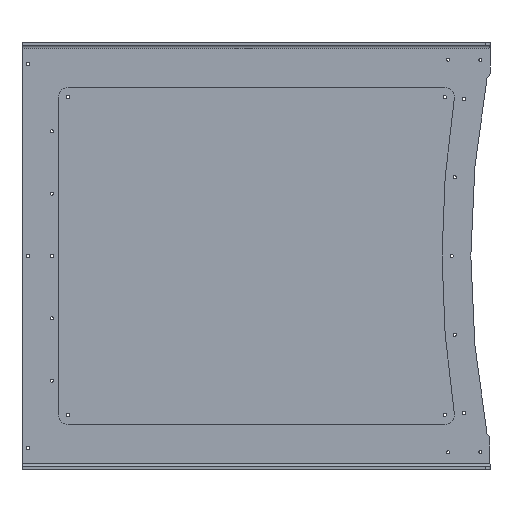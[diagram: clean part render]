
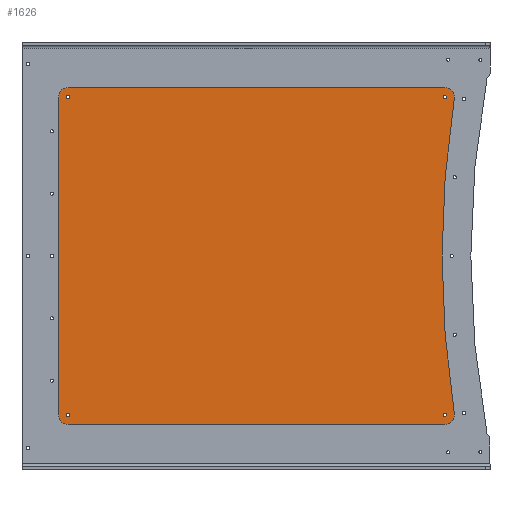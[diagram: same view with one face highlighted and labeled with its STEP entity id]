
A CAD part, left-side view. The second image highlights one B-rep face of the part: STEP entity #1626.
In plain terms, the highlighted planar face has unit normal (-1, 0, 0).
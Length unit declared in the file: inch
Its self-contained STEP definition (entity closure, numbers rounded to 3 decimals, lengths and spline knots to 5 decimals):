
#77=LINE('',#2734,#149);
#83=LINE('',#2758,#155);
#87=LINE('',#2769,#159);
#149=VECTOR('',#2293,15.46983);
#155=VECTOR('',#2319,15.46983);
#159=VECTOR('',#2331,13.03504);
#188=PLANE('',#1840);
#312=FACE_BOUND('',#617,.T.);
#313=FACE_BOUND('',#618,.T.);
#314=FACE_BOUND('',#619,.T.);
#315=FACE_BOUND('',#620,.T.);
#404=FACE_OUTER_BOUND('',#616,.T.);
#616=EDGE_LOOP('',(#1465,#1466,#1467,#1468,#1469,#1470,#1471,#1472));
#617=EDGE_LOOP('',(#1473));
#618=EDGE_LOOP('',(#1474));
#619=EDGE_LOOP('',(#1475));
#620=EDGE_LOOP('',(#1476));
#725=CIRCLE('',#1810,0.0689);
#727=CIRCLE('',#1813,0.0689);
#729=CIRCLE('',#1816,0.0689);
#731=CIRCLE('',#1819,0.0689);
#733=CIRCLE('',#1822,0.3937);
#735=CIRCLE('',#1826,0.3937);
#737=CIRCLE('',#1829,41.57118);
#739=CIRCLE('',#1832,0.3937);
#741=CIRCLE('',#1836,0.3937);
#871=VERTEX_POINT('',#2704);
#873=VERTEX_POINT('',#2709);
#875=VERTEX_POINT('',#2714);
#877=VERTEX_POINT('',#2719);
#879=VERTEX_POINT('',#2724);
#880=VERTEX_POINT('',#2725);
#883=VERTEX_POINT('',#2733);
#885=VERTEX_POINT('',#2739);
#887=VERTEX_POINT('',#2745);
#889=VERTEX_POINT('',#2751);
#891=VERTEX_POINT('',#2757);
#893=VERTEX_POINT('',#2763);
#1057=EDGE_CURVE('',#871,#871,#725,.T.);
#1059=EDGE_CURVE('',#873,#873,#727,.T.);
#1061=EDGE_CURVE('',#875,#875,#729,.T.);
#1063=EDGE_CURVE('',#877,#877,#731,.T.);
#1065=EDGE_CURVE('',#879,#880,#733,.T.);
#1069=EDGE_CURVE('',#880,#883,#77,.T.);
#1072=EDGE_CURVE('',#883,#885,#735,.T.);
#1075=EDGE_CURVE('',#885,#887,#737,.T.);
#1078=EDGE_CURVE('',#887,#889,#739,.T.);
#1081=EDGE_CURVE('',#889,#891,#83,.T.);
#1084=EDGE_CURVE('',#891,#893,#741,.T.);
#1087=EDGE_CURVE('',#893,#879,#87,.T.);
#1465=ORIENTED_EDGE('',*,*,#1065,.F.);
#1466=ORIENTED_EDGE('',*,*,#1087,.F.);
#1467=ORIENTED_EDGE('',*,*,#1084,.F.);
#1468=ORIENTED_EDGE('',*,*,#1081,.F.);
#1469=ORIENTED_EDGE('',*,*,#1078,.F.);
#1470=ORIENTED_EDGE('',*,*,#1075,.F.);
#1471=ORIENTED_EDGE('',*,*,#1072,.F.);
#1472=ORIENTED_EDGE('',*,*,#1069,.F.);
#1473=ORIENTED_EDGE('',*,*,#1057,.T.);
#1474=ORIENTED_EDGE('',*,*,#1059,.T.);
#1475=ORIENTED_EDGE('',*,*,#1061,.T.);
#1476=ORIENTED_EDGE('',*,*,#1063,.T.);
#1626=ADVANCED_FACE('',(#404,#312,#313,#314,#315),#188,.F.);
#1810=AXIS2_PLACEMENT_3D('',#2705,#2261,#2262);
#1813=AXIS2_PLACEMENT_3D('',#2710,#2267,#2268);
#1816=AXIS2_PLACEMENT_3D('',#2715,#2273,#2274);
#1819=AXIS2_PLACEMENT_3D('',#2720,#2279,#2280);
#1822=AXIS2_PLACEMENT_3D('',#2726,#2285,#2286);
#1826=AXIS2_PLACEMENT_3D('',#2740,#2298,#2299);
#1829=AXIS2_PLACEMENT_3D('',#2746,#2305,#2306);
#1832=AXIS2_PLACEMENT_3D('',#2752,#2312,#2313);
#1836=AXIS2_PLACEMENT_3D('',#2764,#2324,#2325);
#1840=AXIS2_PLACEMENT_3D('',#2772,#2335,#2336);
#2261=DIRECTION('center_axis',(1.,0.,0.));
#2262=DIRECTION('ref_axis',(0.,0.,-1.));
#2267=DIRECTION('center_axis',(1.,0.,0.));
#2268=DIRECTION('ref_axis',(0.,0.,-1.));
#2273=DIRECTION('center_axis',(1.,0.,0.));
#2274=DIRECTION('ref_axis',(0.,0.,1.));
#2279=DIRECTION('center_axis',(1.,0.,0.));
#2280=DIRECTION('ref_axis',(0.,0.,1.));
#2285=DIRECTION('center_axis',(1.,0.,0.));
#2286=DIRECTION('ref_axis',(0.,-1.,0.));
#2293=DIRECTION('',(0.,-1.,0.));
#2298=DIRECTION('center_axis',(1.,0.,0.));
#2299=DIRECTION('ref_axis',(0.,0.,-1.));
#2305=DIRECTION('center_axis',(-1.,0.,0.));
#2306=DIRECTION('ref_axis',(0.,0.988,-0.155));
#2312=DIRECTION('center_axis',(1.,0.,0.));
#2313=DIRECTION('ref_axis',(0.,0.988,-0.155));
#2319=DIRECTION('',(0.,1.,0.));
#2324=DIRECTION('center_axis',(1.,0.,0.));
#2325=DIRECTION('ref_axis',(0.,0.,1.));
#2331=DIRECTION('',(0.,0.,1.));
#2335=DIRECTION('center_axis',(1.,0.,0.));
#2336=DIRECTION('ref_axis',(0.,0.,-1.));
#2704=CARTESIAN_POINT('',(10.42126,1.0656,-6.44862));
#2705=CARTESIAN_POINT('Origin',(10.42126,1.0656,-6.51752));
#2709=CARTESIAN_POINT('',(10.42126,16.53543,-6.44862));
#2710=CARTESIAN_POINT('Origin',(10.42126,16.53543,-6.51752));
#2714=CARTESIAN_POINT('',(10.42126,1.0656,6.44862));
#2715=CARTESIAN_POINT('Origin',(10.42126,1.0656,6.51752));
#2719=CARTESIAN_POINT('',(10.42126,16.53543,6.44862));
#2720=CARTESIAN_POINT('Origin',(10.42126,16.53543,6.51752));
#2724=CARTESIAN_POINT('',(10.42126,16.92913,6.51752));
#2725=CARTESIAN_POINT('',(10.42126,16.53543,6.91122));
#2726=CARTESIAN_POINT('Origin',(10.42126,16.53543,6.51752));
#2733=CARTESIAN_POINT('',(10.42126,1.0656,6.91122));
#2734=CARTESIAN_POINT('',(10.42126,1.0656,6.91122));
#2739=CARTESIAN_POINT('',(10.42126,0.67668,6.45637));
#2740=CARTESIAN_POINT('Origin',(10.42126,1.0656,6.51752));
#2745=CARTESIAN_POINT('',(10.42126,0.67668,-6.45637));
#2746=CARTESIAN_POINT('Origin',(10.42126,-40.39008,0.));
#2751=CARTESIAN_POINT('',(10.42126,1.0656,-6.91122));
#2752=CARTESIAN_POINT('Origin',(10.42126,1.0656,-6.51752));
#2757=CARTESIAN_POINT('',(10.42126,16.53543,-6.91122));
#2758=CARTESIAN_POINT('',(10.42126,16.53543,-6.91122));
#2763=CARTESIAN_POINT('',(10.42126,16.92913,-6.51752));
#2764=CARTESIAN_POINT('Origin',(10.42126,16.53543,-6.51752));
#2769=CARTESIAN_POINT('',(10.42126,16.92913,6.51752));
#2772=CARTESIAN_POINT('Origin',(10.42126,8.86026,0.));
